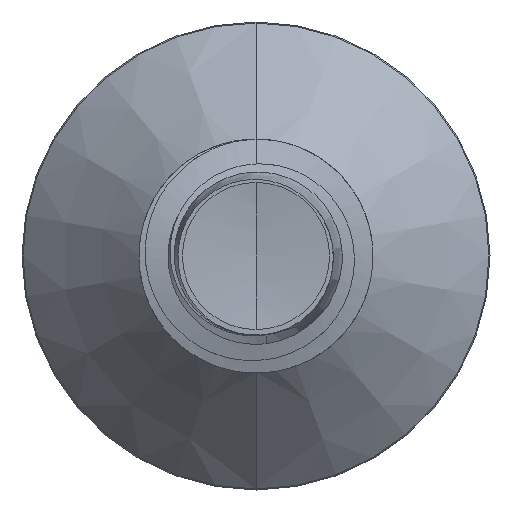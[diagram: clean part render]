
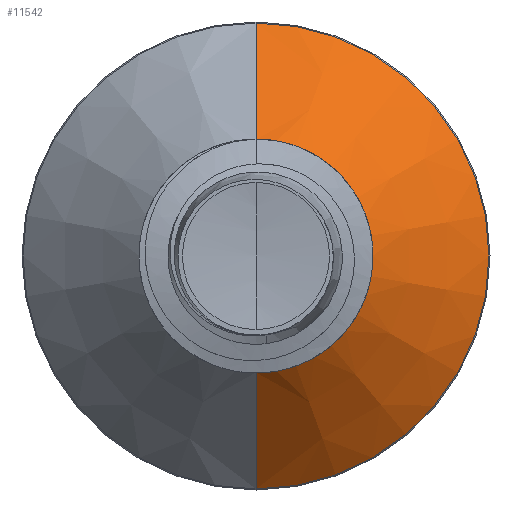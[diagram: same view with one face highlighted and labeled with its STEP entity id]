
A CAD part, front view. The second image highlights one B-rep face of the part: STEP entity #11542.
In plain terms, the highlighted conical face has half-angle 45 degrees and reference radius 0.996 mm.
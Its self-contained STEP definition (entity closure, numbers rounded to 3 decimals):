
#33 = CONICAL_SURFACE ( 'NONE', #7552, 0.996, 0.785 ) ;
#112 = LINE ( 'NONE', #726, #8087 ) ;
#548 = CARTESIAN_POINT ( 'NONE',  ( 0., 2.646, 0. ) ) ;
#622 = DIRECTION ( 'NONE',  ( 0., 0.707, 0.707 ) ) ;
#726 = CARTESIAN_POINT ( 'NONE',  ( 0., 2.646, -0.996 ) ) ;
#978 = VERTEX_POINT ( 'NONE', #9908 ) ;
#1121 = LINE ( 'NONE', #7678, #11675 ) ;
#1275 = CARTESIAN_POINT ( 'NONE',  ( 0., 2.646, 0.996 ) ) ;
#1703 = ORIENTED_EDGE ( 'NONE', *, *, #11988, .T. ) ;
#2438 = EDGE_CURVE ( 'NONE', #6620, #5443, #4536, .T. ) ;
#2494 = CARTESIAN_POINT ( 'NONE',  ( 0., 3.641, 1.991 ) ) ;
#3067 = EDGE_CURVE ( 'NONE', #9539, #6620, #1121, .T. ) ;
#3641 = EDGE_CURVE ( 'NONE', #9539, #978, #10740, .T. ) ;
#3651 = CARTESIAN_POINT ( 'NONE',  ( 0., 3.641, 0. ) ) ;
#4026 = AXIS2_PLACEMENT_3D ( 'NONE', #4357, #11458, #5395 ) ;
#4357 = CARTESIAN_POINT ( 'NONE',  ( 0., 2.646, 0. ) ) ;
#4536 = CIRCLE ( 'NONE', #10680, 1.991 ) ;
#5395 = DIRECTION ( 'NONE',  ( 0., 0., 1. ) ) ;
#5443 = VERTEX_POINT ( 'NONE', #12349 ) ;
#6292 = DIRECTION ( 'NONE',  ( 0., 0., 1. ) ) ;
#6504 = ORIENTED_EDGE ( 'NONE', *, *, #3641, .T. ) ;
#6620 = VERTEX_POINT ( 'NONE', #2494 ) ;
#7552 = AXIS2_PLACEMENT_3D ( 'NONE', #548, #11750, #9786 ) ;
#7678 = CARTESIAN_POINT ( 'NONE',  ( 0., 2.646, 0.996 ) ) ;
#8087 = VECTOR ( 'NONE', #11960, 1000. ) ;
#8961 = FACE_OUTER_BOUND ( 'NONE', #11435, .T. ) ;
#9539 = VERTEX_POINT ( 'NONE', #1275 ) ;
#9786 = DIRECTION ( 'NONE',  ( 0., 0., 1. ) ) ;
#9908 = CARTESIAN_POINT ( 'NONE',  ( 0., 2.646, -0.996 ) ) ;
#10155 = ORIENTED_EDGE ( 'NONE', *, *, #3067, .F. ) ;
#10680 = AXIS2_PLACEMENT_3D ( 'NONE', #3651, #10767, #6292 ) ;
#10740 = CIRCLE ( 'NONE', #4026, 0.996 ) ;
#10767 = DIRECTION ( 'NONE',  ( 0., 1., 0. ) ) ;
#11435 = EDGE_LOOP ( 'NONE', ( #6504, #1703, #12495, #10155 ) ) ;
#11458 = DIRECTION ( 'NONE',  ( 0., 1., 0. ) ) ;
#11542 = ADVANCED_FACE ( 'NONE', ( #8961 ), #33, .T. ) ;
#11675 = VECTOR ( 'NONE', #622, 1000. ) ;
#11750 = DIRECTION ( 'NONE',  ( 0., 1., 0. ) ) ;
#11960 = DIRECTION ( 'NONE',  ( 0., 0.707, -0.707 ) ) ;
#11988 = EDGE_CURVE ( 'NONE', #978, #5443, #112, .T. ) ;
#12349 = CARTESIAN_POINT ( 'NONE',  ( 0., 3.641, -1.991 ) ) ;
#12495 = ORIENTED_EDGE ( 'NONE', *, *, #2438, .F. ) ;
